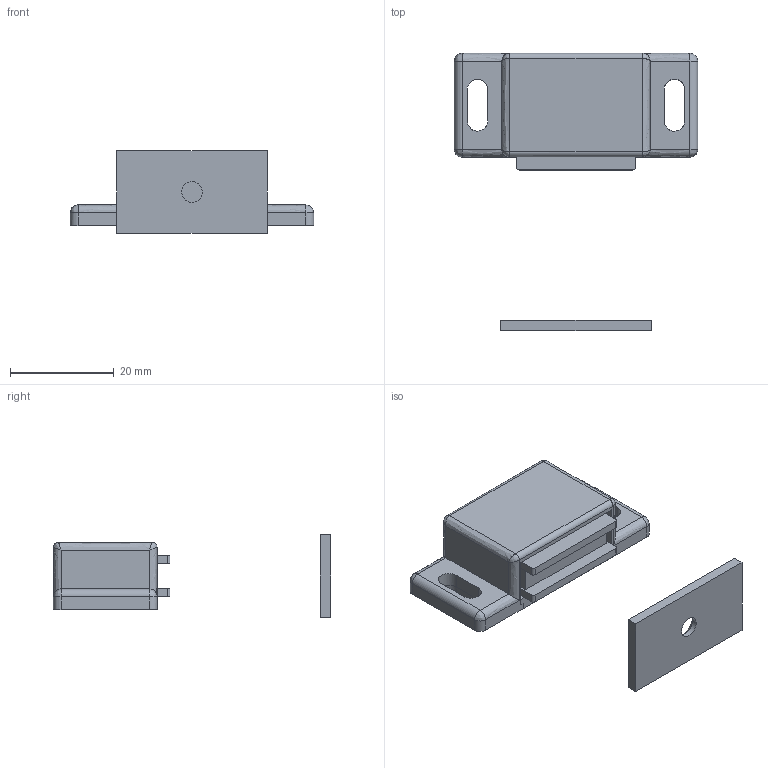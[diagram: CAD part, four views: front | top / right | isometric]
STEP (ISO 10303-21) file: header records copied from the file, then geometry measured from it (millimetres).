
FILE_DESCRIPTION((''),'2;1');
FILE_NAME('','2009-10-15T11:33:55',(''),(''),'','CADfix','');
FILE_SCHEMA(('AUTOMOTIVE_DESIGN { 1 0 10303 214 1 1 1 1 }'));
Length unit declared in the file: millimetre
Bounding box: 47 x 53.5 x 16 mm (x, y, z)
Volume: 8889.9 mm3; surface area: 9850 mm2
Topology: 6 solids, 6 shells, 125 faces, 318 edges, 202 vertices
Faces by surface type: bspline 125
Entity records: 4119 total; most frequent: CARTESIAN_POINT 2156, ORIENTED_EDGE 628, EDGE_CURVE 314, QUASI_UNIFORM_CURVE 220, VERTEX_POINT 202, EDGE_LOOP 136, FACE_OUTER_BOUND 125, ADVANCED_FACE 125
